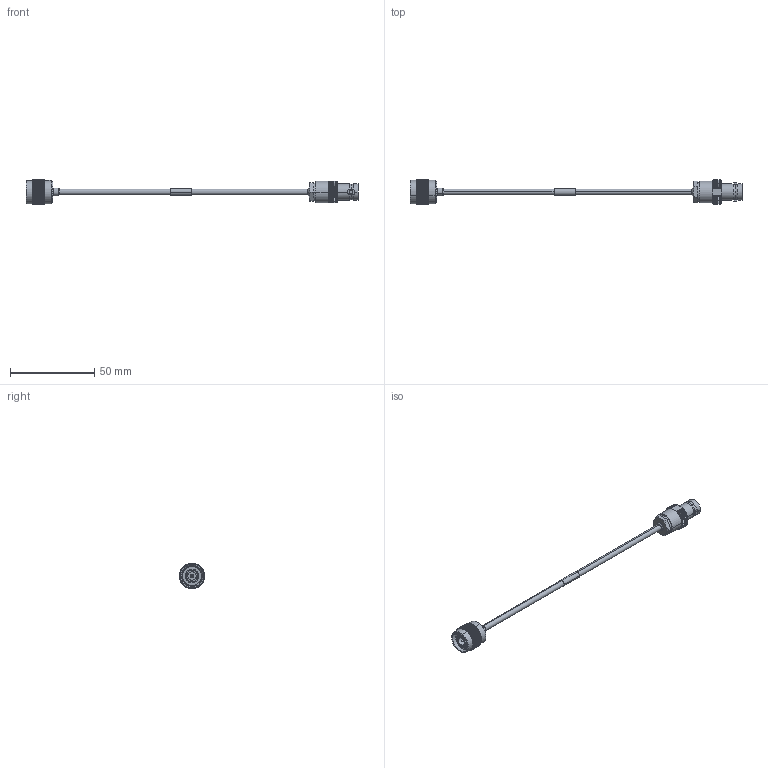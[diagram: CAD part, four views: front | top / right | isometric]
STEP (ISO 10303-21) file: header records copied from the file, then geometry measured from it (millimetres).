
FILE_DESCRIPTION (( 'STEP AP214' ), '1' );
FILE_NAME ('LCCA30459.step', '2020-05-02T09:13:46', ( '' ), ( '' ), 'SwSTEP 2.0', 'SolidWorks 2018', '' );
FILE_SCHEMA (( 'AUTOMOTIVE_DESIGN' ));
Length unit declared in the file: inch
Products named in the file (7): LCCA30459; LCCN3059; solder plug right^LCCA30459; 1AW01-003_.152 ID; LC141TB (141 FORMABLE); LCCN3040; solder plug left^LCCA30459
Assembly tree (6 placements, depth 2):
  LCCA30459
    LC141TB (141 FORMABLE)
    LCCN3059
    solder plug left^LCCA30459
    1AW01-003_.152 ID
    LCCN3040
    solder plug right^LCCA30459
Bounding box: 197.27 x 14.99 x 14.99 mm (x, y, z)
Volume: 5827.1 mm3; surface area: 5988.4 mm2
Topology: 7 solids, 7 shells, 2552 faces, 5494 edges, 2966 vertices
Faces by surface type: bspline 1683, cylinder 498, plane 205, cone 150, torus 12, sphere 4
Entity records: 98226 total; most frequent: CARTESIAN_POINT 61231, ORIENTED_EDGE 10988, EDGE_CURVE 5494, DIRECTION 3298, VERTEX_POINT 2966, EDGE_LOOP 2568, FACE_OUTER_BOUND 2552, ADVANCED_FACE 2552
